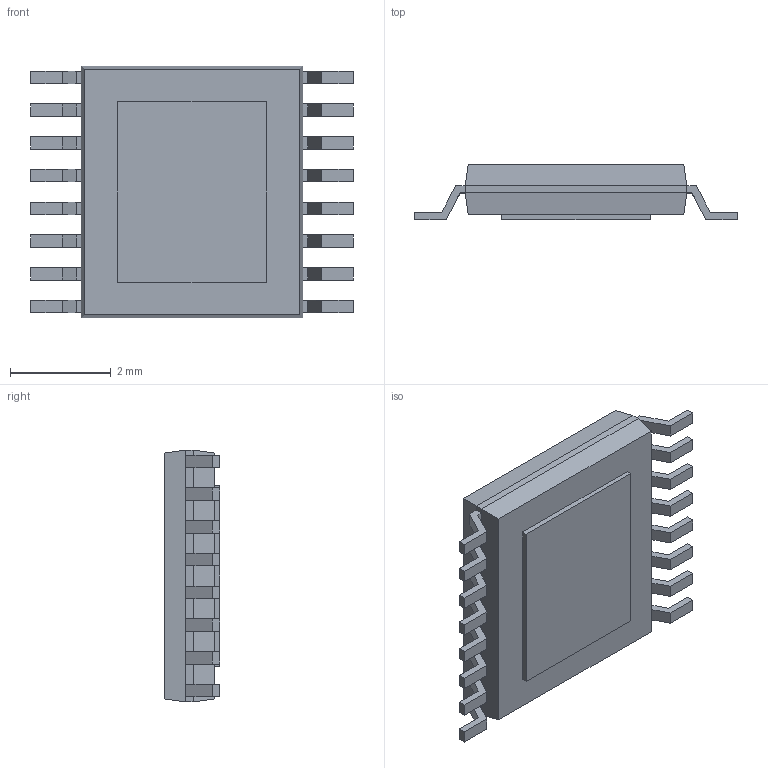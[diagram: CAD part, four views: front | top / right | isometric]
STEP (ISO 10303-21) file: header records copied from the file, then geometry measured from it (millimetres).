
FILE_DESCRIPTION(('FreeCAD Model'),'2;1');
FILE_NAME('Open CASCADE Shape Model','2025-09-09T13:35:21',(''),(''), 'Open CASCADE STEP processor 7.8','FreeCAD','Unknown');
FILE_SCHEMA(('AUTOMOTIVE_DESIGN { 1 0 10303 214 1 1 1 1 }'));
Length unit declared in the file: millimetre
Products named in the file (7): SOIC_Thermal_Pad_standard; Body002; Body; Array001; Body001; Array; Body001 (Mirror #1)
Assembly tree (20 placements, depth 3):
  SOIC_Thermal_Pad_standard
    Body002
    Body
    Array001
      Body001  x8
    Array
      Body001 (Mirror #1)  x8
Bounding box: 6.4 x 1.1 x 5 mm (x, y, z)
Volume: 23.3 mm3; surface area: 100.6 mm2
Topology: 18 solids, 18 shells, 180 faces, 424 edges, 280 vertices
Faces by surface type: plane 180
Entity records: 1335 total; most frequent: DIRECTION 210, CARTESIAN_POINT 205, ORIENTED_EDGE 176, EDGE_CURVE 88, LINE 88, VECTOR 88, AXIS2_PLACEMENT_3D 61, VERTEX_POINT 56
